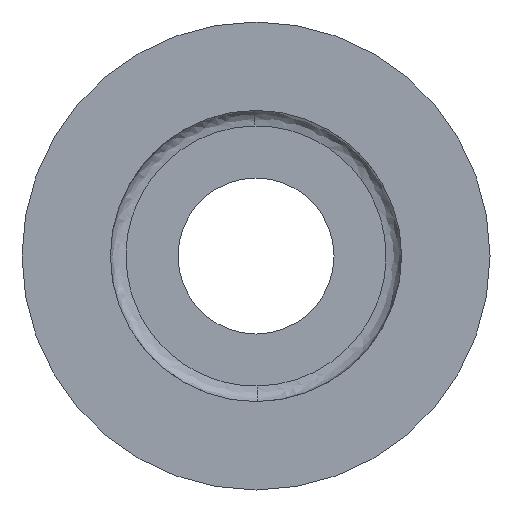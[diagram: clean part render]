
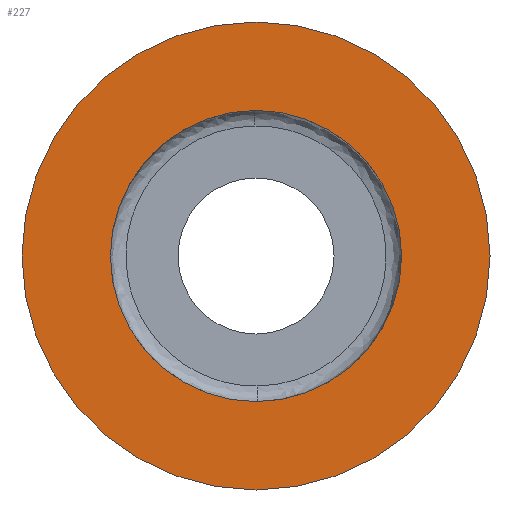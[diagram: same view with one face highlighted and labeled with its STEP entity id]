
A CAD part, left-side view. The second image highlights one B-rep face of the part: STEP entity #227.
In plain terms, the highlighted planar face has unit normal (-1, 0, 0).
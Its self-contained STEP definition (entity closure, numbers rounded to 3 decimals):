
#19 = AXIS2_PLACEMENT_3D ( 'NONE', #179, #737, #256 ) ;
#52 = CARTESIAN_POINT ( 'NONE',  ( 0., 0., 0. ) ) ;
#73 = ORIENTED_EDGE ( 'NONE', *, *, #429, .F. ) ;
#93 = PLANE ( 'NONE',  #19 ) ;
#107 = CARTESIAN_POINT ( 'NONE',  ( 0., 0., -4.5 ) ) ;
#131 = VERTEX_POINT ( 'NONE', #1063 ) ;
#135 = DIRECTION ( 'NONE',  ( 0., 0., 1. ) ) ;
#137 = CIRCLE ( 'NONE', #378, 4.5 ) ;
#163 = EDGE_CURVE ( 'NONE', #131, #664, #703, .T. ) ;
#179 = CARTESIAN_POINT ( 'NONE',  ( 0., 0., 0. ) ) ;
#214 = EDGE_CURVE ( 'NONE', #377, #904, #925, .T. ) ;
#222 = DIRECTION ( 'NONE',  ( 0., 0., 1. ) ) ;
#227 = ADVANCED_FACE ( 'NONE', ( #899, #468 ), #93, .F. ) ;
#256 = DIRECTION ( 'NONE',  ( 0., 0., -1. ) ) ;
#275 = CARTESIAN_POINT ( 'NONE',  ( 0., 0., 2.8 ) ) ;
#328 = DIRECTION ( 'NONE',  ( 1., 0., 0. ) ) ;
#337 = CARTESIAN_POINT ( 'NONE',  ( 0., 0., 0. ) ) ;
#377 = VERTEX_POINT ( 'NONE', #756 ) ;
#378 = AXIS2_PLACEMENT_3D ( 'NONE', #337, #921, #426 ) ;
#388 = AXIS2_PLACEMENT_3D ( 'NONE', #52, #622, #135 ) ;
#394 = DIRECTION ( 'NONE',  ( -1., 0., 0. ) ) ;
#409 = ORIENTED_EDGE ( 'NONE', *, *, #163, .F. ) ;
#426 = DIRECTION ( 'NONE',  ( 0., 0., -1. ) ) ;
#429 = EDGE_CURVE ( 'NONE', #664, #131, #490, .T. ) ;
#463 = CARTESIAN_POINT ( 'NONE',  ( 0., 0., 0. ) ) ;
#468 = FACE_OUTER_BOUND ( 'NONE', #834, .T. ) ;
#490 = CIRCLE ( 'NONE', #388, 2.8 ) ;
#580 = AXIS2_PLACEMENT_3D ( 'NONE', #463, #394, #222 ) ;
#622 = DIRECTION ( 'NONE',  ( -1., 0., 0. ) ) ;
#664 = VERTEX_POINT ( 'NONE', #275 ) ;
#697 = AXIS2_PLACEMENT_3D ( 'NONE', #828, #328, #911 ) ;
#703 = CIRCLE ( 'NONE', #580, 2.8 ) ;
#728 = ORIENTED_EDGE ( 'NONE', *, *, #214, .F. ) ;
#731 = ORIENTED_EDGE ( 'NONE', *, *, #847, .F. ) ;
#737 = DIRECTION ( 'NONE',  ( 1., 0., 0. ) ) ;
#756 = CARTESIAN_POINT ( 'NONE',  ( 0., 0., 4.5 ) ) ;
#828 = CARTESIAN_POINT ( 'NONE',  ( 0., 0., 0. ) ) ;
#834 = EDGE_LOOP ( 'NONE', ( #731, #728 ) ) ;
#847 = EDGE_CURVE ( 'NONE', #904, #377, #137, .T. ) ;
#855 = EDGE_LOOP ( 'NONE', ( #73, #409 ) ) ;
#899 = FACE_BOUND ( 'NONE', #855, .T. ) ;
#904 = VERTEX_POINT ( 'NONE', #107 ) ;
#911 = DIRECTION ( 'NONE',  ( 0., 0., -1. ) ) ;
#921 = DIRECTION ( 'NONE',  ( 1., 0., 0. ) ) ;
#925 = CIRCLE ( 'NONE', #697, 4.5 ) ;
#1063 = CARTESIAN_POINT ( 'NONE',  ( 0., 0., -2.8 ) ) ;
